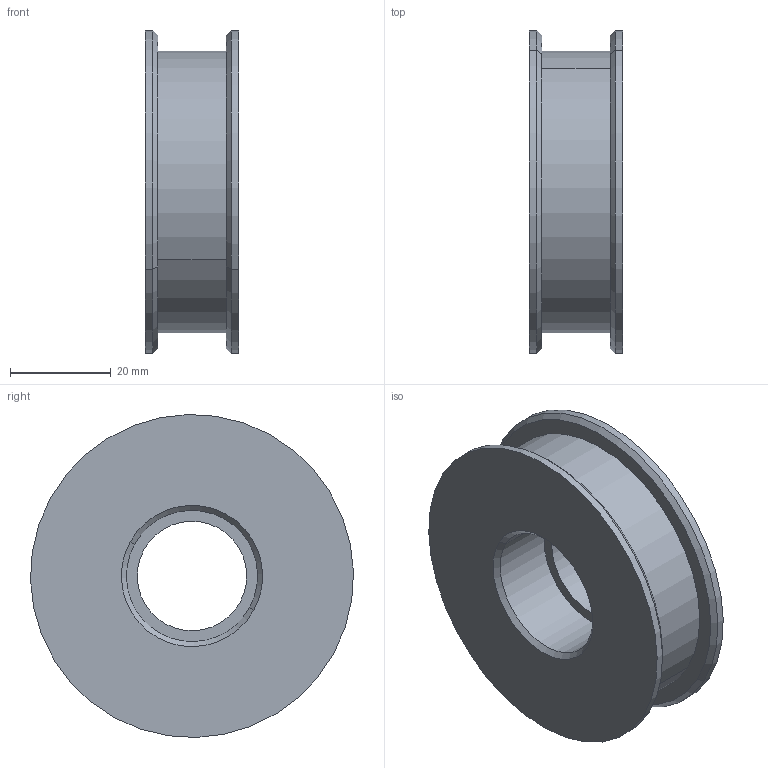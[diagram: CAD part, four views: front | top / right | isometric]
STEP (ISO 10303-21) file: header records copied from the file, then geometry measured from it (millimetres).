
FILE_DESCRIPTION(('CATIA V5 STEP Exchange'),'2;1');
FILE_NAME('Poulie Nico v2.stp','2022-05-20T13:01:44+00:00',('none'),('none'),'CATIA Version 5 Release 19 GA (IN-10)','CATIA V5 STEP AP203','none');
FILE_SCHEMA(('CONFIG_CONTROL_DESIGN'));
Length unit declared in the file: millimetre
Products named in the file (1): Poulie Nico v2
Bounding box: 18.5 x 63.98 x 63.98 mm (x, y, z)
Volume: 39873.1 mm3; surface area: 11765.4 mm2
Topology: 1 solids, 1 shells, 21 faces, 42 edges, 26 vertices
Faces by surface type: cylinder 10, cone 6, plane 5
Entity records: 544 total; most frequent: CARTESIAN_POINT 84, ORIENTED_EDGE 84, DIRECTION 72, AXIS2_PLACEMENT_3D 42, EDGE_CURVE 42, CIRCLE 26, EDGE_LOOP 26, VERTEX_POINT 26
